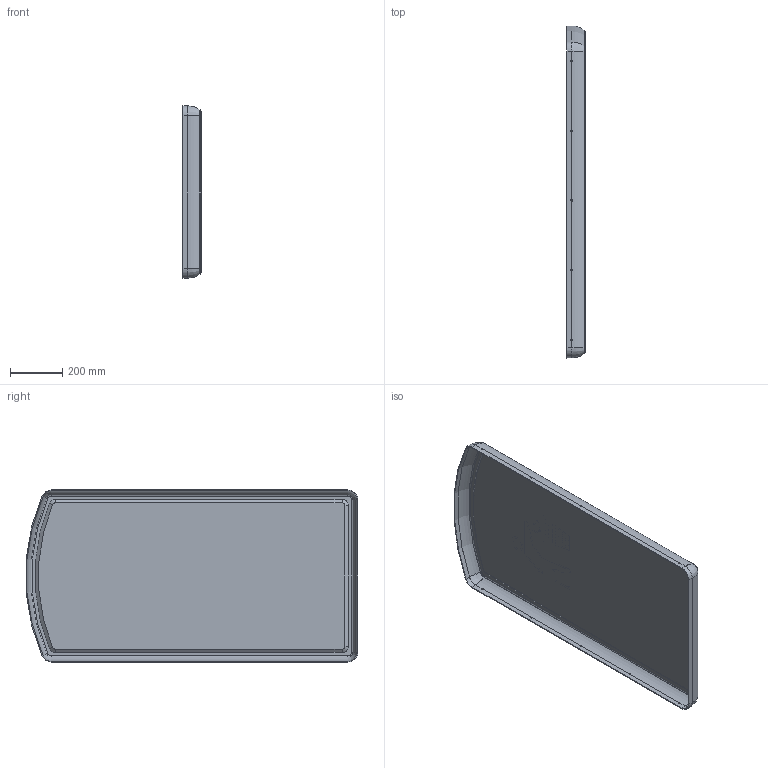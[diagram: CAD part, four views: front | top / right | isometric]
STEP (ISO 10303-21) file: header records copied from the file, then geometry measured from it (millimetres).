
FILE_DESCRIPTION((''),'2;1');
FILE_NAME('SideSkin_Rev1.stp','2010-07-01T08:59:22',('claivier'),(''),'Autodesk Inventor 11','Autodesk Inventor 11','');
FILE_SCHEMA(('AUTOMOTIVE_DESIGN { 1 0 10303 214 1 1 1 1 }'));
Length unit declared in the file: millimetre
Products named in the file (1): SideSkin_Rev1
Bounding box: 69.86 x 1272.2 x 660.4 mm (x, y, z)
Volume: 3263735.7 mm3; surface area: 2067533.1 mm2
Topology: 1 solids, 1 shells, 272 faces, 733 edges, 478 vertices
Faces by surface type: plane 186, cylinder 56, torus 12, cone 10, bspline 8
Full cylindrical faces by diameter (mm): 5.563 x10, 45 x1, 60 x1
Entity records: 9019 total; most frequent: CARTESIAN_POINT 2156, ORIENTED_EDGE 1442, DIRECTION 1360, EDGE_CURVE 721, VECTOR 520, LINE 520, VERTEX_POINT 478, AXIS2_PLACEMENT_3D 420
